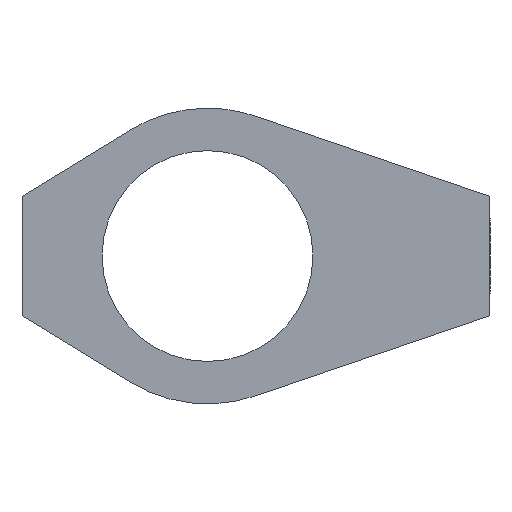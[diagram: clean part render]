
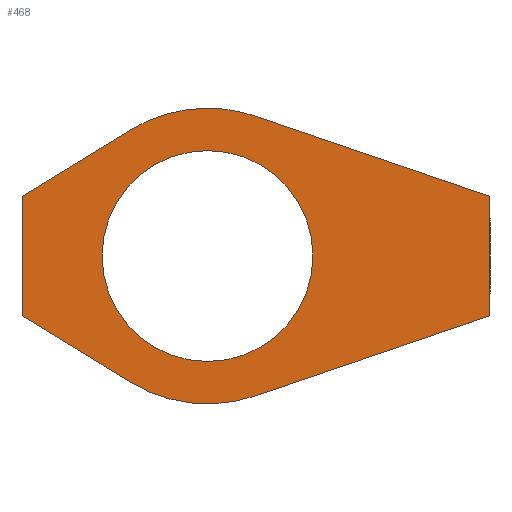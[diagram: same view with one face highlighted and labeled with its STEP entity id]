
A CAD part, left-side view. The second image highlights one B-rep face of the part: STEP entity #468.
In plain terms, the highlighted planar face has unit normal (-1, 0, 0).
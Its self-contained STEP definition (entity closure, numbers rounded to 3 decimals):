
#5 = VECTOR ( 'NONE', #888, 1000. ) ;
#6 = CIRCLE ( 'NONE', #333, 5.6 ) ;
#15 = DIRECTION ( 'NONE',  ( 0., 0., -1. ) ) ;
#39 = EDGE_CURVE ( 'NONE', #563, #453, #1018, .T. ) ;
#66 = CARTESIAN_POINT ( 'NONE',  ( -8.754, 12.293, 21.675 ) ) ;
#70 = CARTESIAN_POINT ( 'NONE',  ( -8.754, -12.557, 21.675 ) ) ;
#85 = CARTESIAN_POINT ( 'NONE',  ( -8.754, -0.093, 17.421 ) ) ;
#111 = VECTOR ( 'NONE', #341, 1000. ) ;
#113 = VERTEX_POINT ( 'NONE', #66 ) ;
#114 = CIRCLE ( 'NONE', #1196, 5.6 ) ;
#131 = VECTOR ( 'NONE', #190, 1000. ) ;
#148 = VERTEX_POINT ( 'NONE', #795 ) ;
#190 = DIRECTION ( 'NONE',  ( 0., -0.853, 0.522 ) ) ;
#206 = ORIENTED_EDGE ( 'NONE', *, *, #1045, .F. ) ;
#215 = CARTESIAN_POINT ( 'NONE',  ( -8.754, -0.093, 32.279 ) ) ;
#224 = ORIENTED_EDGE ( 'NONE', *, *, #1279, .F. ) ;
#227 = EDGE_CURVE ( 'NONE', #389, #875, #1071, .T. ) ;
#239 = VERTEX_POINT ( 'NONE', #215 ) ;
#245 = LINE ( 'NONE', #339, #1240 ) ;
#305 = LINE ( 'NONE', #443, #131 ) ;
#306 = EDGE_CURVE ( 'NONE', #1192, #618, #438, .T. ) ;
#321 = CARTESIAN_POINT ( 'NONE',  ( -8.754, 2.443, 24.85 ) ) ;
#333 = AXIS2_PLACEMENT_3D ( 'NONE', #634, #1473, #15 ) ;
#339 = CARTESIAN_POINT ( 'NONE',  ( -8.754, -0.093, 32.279 ) ) ;
#340 = AXIS2_PLACEMENT_3D ( 'NONE', #449, #1287, #1032 ) ;
#341 = DIRECTION ( 'NONE',  ( 0., 0., -1. ) ) ;
#364 = EDGE_LOOP ( 'NONE', ( #837, #1092 ) ) ;
#385 = CARTESIAN_POINT ( 'NONE',  ( -8.754, 6.541, 31.546 ) ) ;
#389 = VERTEX_POINT ( 'NONE', #496 ) ;
#399 = EDGE_CURVE ( 'NONE', #1275, #148, #114, .T. ) ;
#414 = CARTESIAN_POINT ( 'NONE',  ( -8.754, 12.293, 21.675 ) ) ;
#421 = CARTESIAN_POINT ( 'NONE',  ( -8.754, 12.293, 28.025 ) ) ;
#427 = CARTESIAN_POINT ( 'NONE',  ( -8.754, 6.541, 18.154 ) ) ;
#438 = CIRCLE ( 'NONE', #640, 7.85 ) ;
#443 = CARTESIAN_POINT ( 'NONE',  ( -8.754, 12.293, 28.025 ) ) ;
#449 = CARTESIAN_POINT ( 'NONE',  ( -8.754, 2.443, 24.85 ) ) ;
#453 = VERTEX_POINT ( 'NONE', #427 ) ;
#468 = ADVANCED_FACE ( 'NONE', ( #653, #1155 ), #779, .F. ) ;
#496 = CARTESIAN_POINT ( 'NONE',  ( -8.754, -12.557, 28.025 ) ) ;
#512 = ORIENTED_EDGE ( 'NONE', *, *, #227, .F. ) ;
#527 = EDGE_CURVE ( 'NONE', #453, #113, #1492, .T. ) ;
#537 = CARTESIAN_POINT ( 'NONE',  ( -8.754, -0.093, 17.421 ) ) ;
#549 = VERTEX_POINT ( 'NONE', #421 ) ;
#554 = EDGE_CURVE ( 'NONE', #549, #1192, #305, .T. ) ;
#555 = EDGE_LOOP ( 'NONE', ( #961, #1417, #1403, #1452, #1532, #206, #512, #1115, #224 ) ) ;
#563 = VERTEX_POINT ( 'NONE', #537 ) ;
#609 = AXIS2_PLACEMENT_3D ( 'NONE', #1265, #1129, #1373 ) ;
#618 = VERTEX_POINT ( 'NONE', #1445 ) ;
#631 = EDGE_CURVE ( 'NONE', #239, #389, #245, .T. ) ;
#634 = CARTESIAN_POINT ( 'NONE',  ( -8.754, 2.443, 24.85 ) ) ;
#640 = AXIS2_PLACEMENT_3D ( 'NONE', #826, #1422, #1180 ) ;
#653 = FACE_BOUND ( 'NONE', #364, .T. ) ;
#703 = VECTOR ( 'NONE', #1213, 1000. ) ;
#716 = EDGE_CURVE ( 'NONE', #113, #549, #1460, .T. ) ;
#779 = PLANE ( 'NONE',  #1118 ) ;
#795 = CARTESIAN_POINT ( 'NONE',  ( -8.754, 2.443, 30.45 ) ) ;
#826 = CARTESIAN_POINT ( 'NONE',  ( -8.754, 2.443, 24.85 ) ) ;
#837 = ORIENTED_EDGE ( 'NONE', *, *, #399, .T. ) ;
#843 = CARTESIAN_POINT ( 'NONE',  ( -8.754, -12.557, 28.025 ) ) ;
#858 = VECTOR ( 'NONE', #1044, 1000. ) ;
#872 = CARTESIAN_POINT ( 'NONE',  ( -8.754, 12.293, 28.025 ) ) ;
#875 = VERTEX_POINT ( 'NONE', #70 ) ;
#888 = DIRECTION ( 'NONE',  ( 0., 0.853, 0.522 ) ) ;
#932 = LINE ( 'NONE', #85, #858 ) ;
#961 = ORIENTED_EDGE ( 'NONE', *, *, #306, .F. ) ;
#1018 = CIRCLE ( 'NONE', #340, 7.85 ) ;
#1031 = DIRECTION ( 'NONE',  ( 0., 0., -1. ) ) ;
#1032 = DIRECTION ( 'NONE',  ( 0., 0., -1. ) ) ;
#1044 = DIRECTION ( 'NONE',  ( 0., 0.946, -0.323 ) ) ;
#1045 = EDGE_CURVE ( 'NONE', #875, #563, #932, .T. ) ;
#1071 = LINE ( 'NONE', #843, #111 ) ;
#1092 = ORIENTED_EDGE ( 'NONE', *, *, #1223, .T. ) ;
#1115 = ORIENTED_EDGE ( 'NONE', *, *, #631, .F. ) ;
#1118 = AXIS2_PLACEMENT_3D ( 'NONE', #321, #1383, #1031 ) ;
#1119 = DIRECTION ( 'NONE',  ( 0., 0., -1. ) ) ;
#1129 = DIRECTION ( 'NONE',  ( 1., 0., 0. ) ) ;
#1139 = CIRCLE ( 'NONE', #609, 7.85 ) ;
#1155 = FACE_OUTER_BOUND ( 'NONE', #555, .T. ) ;
#1180 = DIRECTION ( 'NONE',  ( 0., 0., -1. ) ) ;
#1192 = VERTEX_POINT ( 'NONE', #385 ) ;
#1196 = AXIS2_PLACEMENT_3D ( 'NONE', #1238, #1224, #1119 ) ;
#1207 = DIRECTION ( 'NONE',  ( 0., -0.946, -0.323 ) ) ;
#1213 = DIRECTION ( 'NONE',  ( 0., 0., 1. ) ) ;
#1219 = CARTESIAN_POINT ( 'NONE',  ( -8.754, 2.443, 19.25 ) ) ;
#1223 = EDGE_CURVE ( 'NONE', #148, #1275, #6, .T. ) ;
#1224 = DIRECTION ( 'NONE',  ( 1., 0., 0. ) ) ;
#1238 = CARTESIAN_POINT ( 'NONE',  ( -8.754, 2.443, 24.85 ) ) ;
#1240 = VECTOR ( 'NONE', #1207, 1000. ) ;
#1265 = CARTESIAN_POINT ( 'NONE',  ( -8.754, 2.443, 24.85 ) ) ;
#1275 = VERTEX_POINT ( 'NONE', #1219 ) ;
#1279 = EDGE_CURVE ( 'NONE', #618, #239, #1139, .T. ) ;
#1287 = DIRECTION ( 'NONE',  ( 1., 0., 0. ) ) ;
#1373 = DIRECTION ( 'NONE',  ( 0., 0., -1. ) ) ;
#1383 = DIRECTION ( 'NONE',  ( 1., 0., 0. ) ) ;
#1403 = ORIENTED_EDGE ( 'NONE', *, *, #716, .F. ) ;
#1417 = ORIENTED_EDGE ( 'NONE', *, *, #554, .F. ) ;
#1422 = DIRECTION ( 'NONE',  ( 1., 0., 0. ) ) ;
#1445 = CARTESIAN_POINT ( 'NONE',  ( -8.754, 2.443, 32.7 ) ) ;
#1452 = ORIENTED_EDGE ( 'NONE', *, *, #527, .F. ) ;
#1460 = LINE ( 'NONE', #872, #703 ) ;
#1473 = DIRECTION ( 'NONE',  ( 1., 0., 0. ) ) ;
#1492 = LINE ( 'NONE', #414, #5 ) ;
#1532 = ORIENTED_EDGE ( 'NONE', *, *, #39, .F. ) ;
